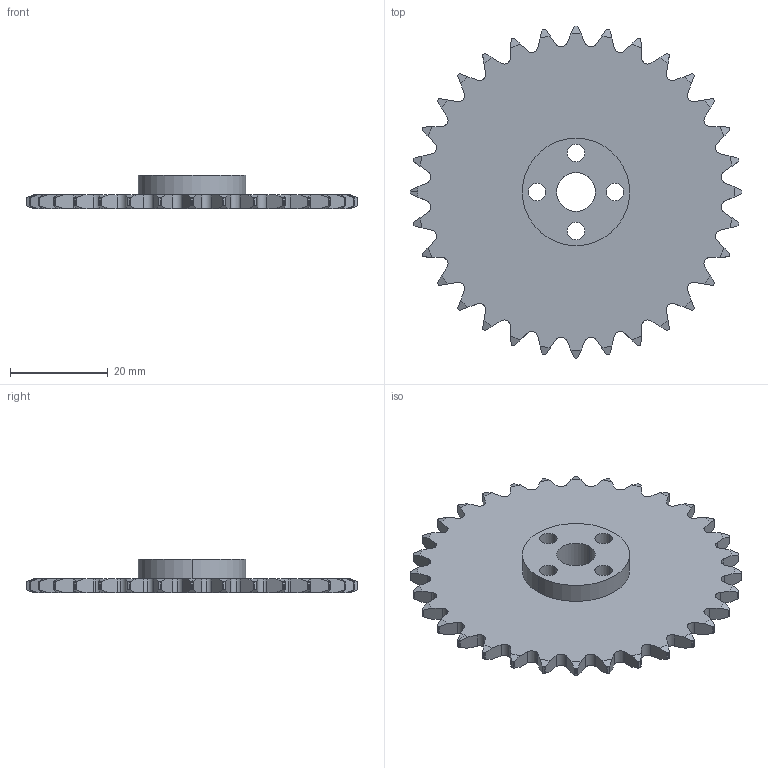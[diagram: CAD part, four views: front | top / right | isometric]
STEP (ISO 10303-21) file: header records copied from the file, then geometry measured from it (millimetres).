
FILE_DESCRIPTION (( 'STEP AP214' ), '1' );
FILE_NAME ('39171_TXM-Aluminim #25 chain sprocket.STEP', '2017-01-16T17:05:35', ( '' ), ( '' ), 'SwSTEP 2.0', 'SolidWorks 2016', '' );
FILE_SCHEMA (( 'AUTOMOTIVE_DESIGN' ));
Length unit declared in the file: millimetre
Products named in the file (2): 39171_TXM-Aluminim #25 chain sprocket
Bounding box: 68 x 68 x 6.8 mm (x, y, z)
Volume: 9666.7 mm3; surface area: 7756.7 mm2
Topology: 1 solids, 1 shells, 294 faces, 872 edges, 581 vertices
Faces by surface type: cylinder 161, plane 67, cone 66
Entity records: 10214 total; most frequent: CARTESIAN_POINT 2577, ORIENTED_EDGE 1744, DIRECTION 1429, EDGE_CURVE 872, VERTEX_POINT 581, AXIS2_PLACEMENT_3D 537, VECTOR 355, LINE 355
